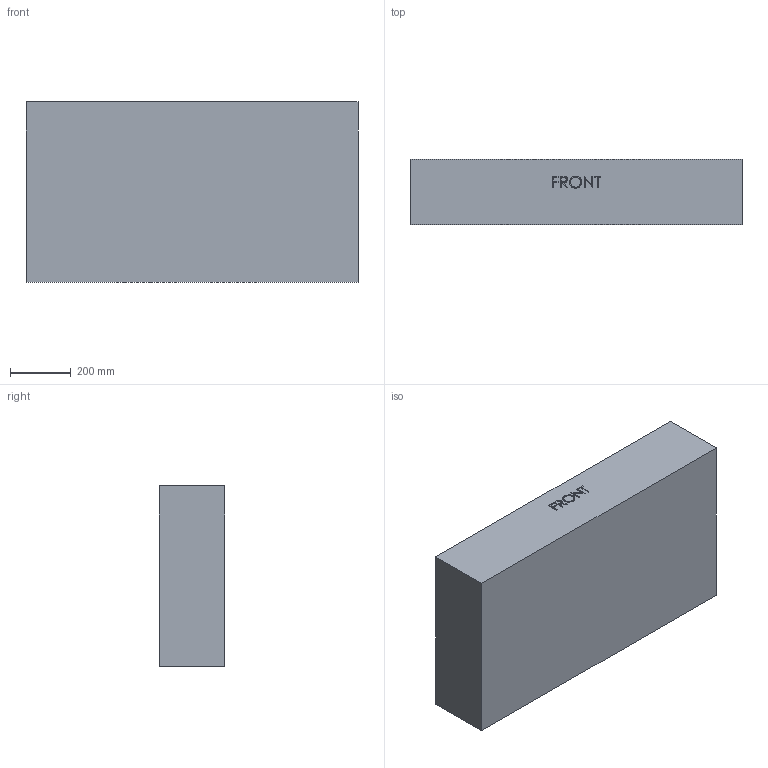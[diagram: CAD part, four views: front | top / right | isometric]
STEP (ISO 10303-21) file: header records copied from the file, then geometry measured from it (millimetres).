
FILE_DESCRIPTION (( 'STEP AP203' ), '1' );
FILE_NAME ('1780-CASE-BOT.STEP', '2007-02-28T22:14:28', ( ' ' ), ( ' ' ), 'SwSTEP 2.0', 'SolidWorks 2006233', '' );
FILE_SCHEMA (( 'CONFIG_CONTROL_DESIGN' ));
Length unit declared in the file: inch
Products named in the file (1): 1780-CASE-BOT
Bounding box: 1088.71 x 213.36 x 592.14 mm (x, y, z)
Volume: 29256762.5 mm3; surface area: 2598008.7 mm2
Topology: 1 solids, 1 shells, 491 faces, 1209 edges, 740 vertices
Faces by surface type: plane 159, cylinder 145, bspline 103, cone 44, torus 32, sphere 8
Entity records: 17857 total; most frequent: CARTESIAN_POINT 7266, ORIENTED_EDGE 2406, DIRECTION 1984, EDGE_CURVE 1203, VERTEX_POINT 740, AXIS2_PLACEMENT_3D 720, VECTOR 544, LINE 544
